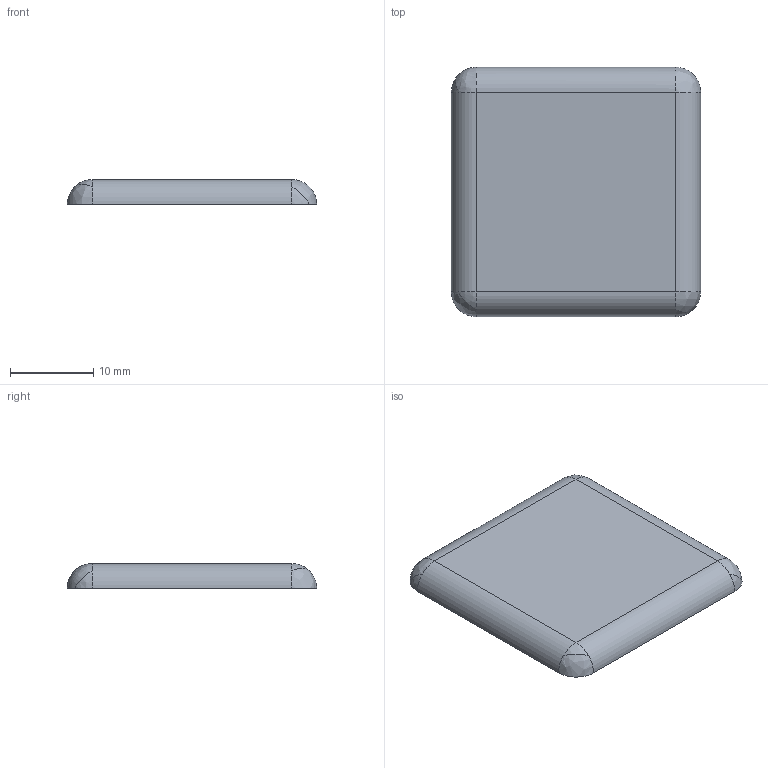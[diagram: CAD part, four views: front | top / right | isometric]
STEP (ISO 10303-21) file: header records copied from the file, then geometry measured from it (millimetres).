
FILE_DESCRIPTION (( 'STEP AP214' ), '1' );
FILE_NAME ('7136010', '2019-02-04T09:41:02', ( '' ), ('JUGARD+KÜNSTNER GmbH'), 'SwSTEP 2.0', 'SolidWorks 2017', '' );
FILE_SCHEMA (( 'AUTOMOTIVE_DESIGN' ));
Length unit declared in the file: millimetre
Products named in the file (1): 7136010_CNAJF00
Bounding box: 30 x 30 x 3 mm (x, y, z)
Volume: 2463.2 mm3; surface area: 1977.2 mm2
Topology: 1 solids, 1 shells, 13 faces, 33 edges, 18 vertices
Faces by surface type: bspline 7, cylinder 4, plane 2
Entity records: 617 total; most frequent: CARTESIAN_POINT 324, ORIENTED_EDGE 58, DIRECTION 48, EDGE_CURVE 29, AXIS2_PLACEMENT_3D 20, VERTEX_POINT 18, ADVANCED_FACE 13, EDGE_LOOP 13
